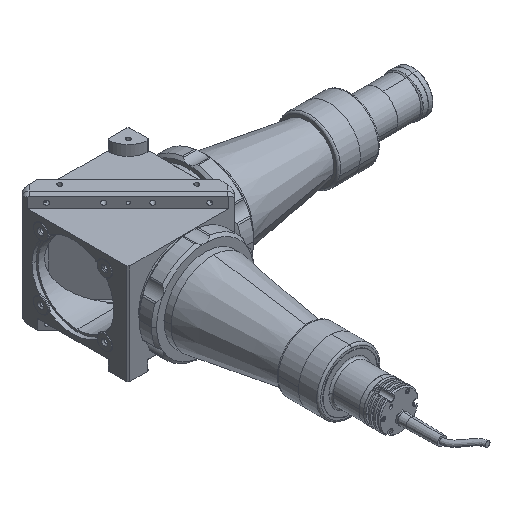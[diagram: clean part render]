
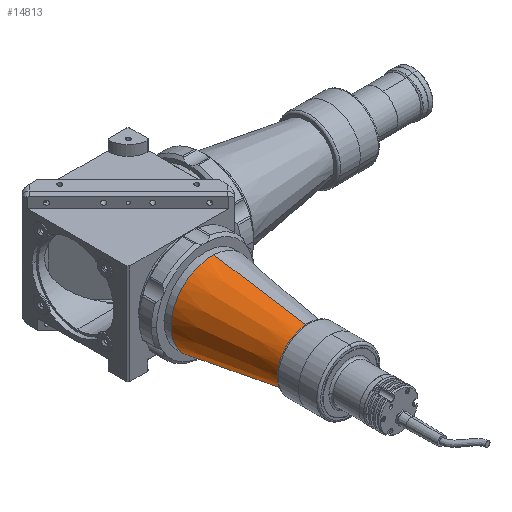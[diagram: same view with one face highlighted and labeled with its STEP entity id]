
A CAD part, isometric view. The second image highlights one B-rep face of the part: STEP entity #14813.
In plain terms, the highlighted conical face has half-angle 8.649 degrees and reference radius 40 mm.
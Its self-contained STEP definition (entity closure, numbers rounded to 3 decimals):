
#59 = DIRECTION ( 'NONE',  ( 0., -1., 0. ) ) ;
#720 = DIRECTION ( 'NONE',  ( -0.047, 0., -0.999 ) ) ;
#1721 = VERTEX_POINT ( 'NONE', #29180 ) ;
#2319 = CARTESIAN_POINT ( 'NONE',  ( -25.958, -173.9, 1.223 ) ) ;
#2833 = VERTEX_POINT ( 'NONE', #9209 ) ;
#3522 = DIRECTION ( 'NONE',  ( -0.007, 0.989, -0.15 ) ) ;
#3712 = VECTOR ( 'NONE', #3522, 1000. ) ;
#3972 = ORIENTED_EDGE ( 'NONE', *, *, #15573, .T. ) ;
#4305 = CONICAL_SURFACE ( 'NONE', #13321, 40., 0.151 ) ;
#4729 = EDGE_CURVE ( 'NONE', #1721, #22030, #6491, .T. ) ;
#5006 = CIRCLE ( 'NONE', #16319, 25.986 ) ;
#6134 = AXIS2_PLACEMENT_3D ( 'NONE', #22101, #8641, #24366 ) ;
#6347 = DIRECTION ( 'NONE',  ( 0., 1., 0. ) ) ;
#6484 = ORIENTED_EDGE ( 'NONE', *, *, #9578, .T. ) ;
#6491 = CIRCLE ( 'NONE', #9504, 40. ) ;
#7018 = DIRECTION ( 'NONE',  ( 0.007, 0.989, 0.15 ) ) ;
#7683 = DIRECTION ( 'NONE',  ( 0., 1., 0. ) ) ;
#8641 = DIRECTION ( 'NONE',  ( 0., -1., 0. ) ) ;
#9002 = CARTESIAN_POINT ( 'NONE',  ( 1.882, -81.77, 39.956 ) ) ;
#9209 = CARTESIAN_POINT ( 'NONE',  ( 1.223, -173.9, 25.958 ) ) ;
#9504 = AXIS2_PLACEMENT_3D ( 'NONE', #13518, #59, #15795 ) ;
#9578 = EDGE_CURVE ( 'NONE', #28133, #1721, #9695, .T. ) ;
#9695 = CIRCLE ( 'NONE', #6134, 40. ) ;
#11004 = EDGE_CURVE ( 'NONE', #25893, #22030, #21636, .T. ) ;
#11825 = CARTESIAN_POINT ( 'NONE',  ( 0., -81.77, 0. ) ) ;
#12521 = EDGE_LOOP ( 'NONE', ( #3972, #19203, #28747, #6484, #15050, #27115 ) ) ;
#12950 = CARTESIAN_POINT ( 'NONE',  ( 1.882, -81.77, 39.956 ) ) ;
#13321 = AXIS2_PLACEMENT_3D ( 'NONE', #11825, #20849, #720 ) ;
#13340 = EDGE_CURVE ( 'NONE', #2833, #28133, #25601, .T. ) ;
#13518 = CARTESIAN_POINT ( 'NONE',  ( 0., -81.77, 0. ) ) ;
#14813 = ADVANCED_FACE ( 'NONE', ( #25055 ), #4305, .T. ) ;
#14835 = CARTESIAN_POINT ( 'NONE',  ( -1.882, -81.77, -39.956 ) ) ;
#14893 = EDGE_CURVE ( 'NONE', #22687, #2833, #5006, .T. ) ;
#15050 = ORIENTED_EDGE ( 'NONE', *, *, #4729, .T. ) ;
#15573 = EDGE_CURVE ( 'NONE', #25893, #22687, #16197, .T. ) ;
#15795 = DIRECTION ( 'NONE',  ( -0.999, 0., 0.047 ) ) ;
#16197 = CIRCLE ( 'NONE', #20666, 25.986 ) ;
#16319 = AXIS2_PLACEMENT_3D ( 'NONE', #21137, #7683, #23409 ) ;
#17082 = CARTESIAN_POINT ( 'NONE',  ( -1.882, -81.77, -39.956 ) ) ;
#19203 = ORIENTED_EDGE ( 'NONE', *, *, #14893, .T. ) ;
#19606 = VECTOR ( 'NONE', #7018, 1000. ) ;
#19802 = CARTESIAN_POINT ( 'NONE',  ( 0., -173.9, 0. ) ) ;
#20666 = AXIS2_PLACEMENT_3D ( 'NONE', #19802, #6347, #22078 ) ;
#20849 = DIRECTION ( 'NONE',  ( 0., 1., 0. ) ) ;
#21137 = CARTESIAN_POINT ( 'NONE',  ( 0., -173.9, 0. ) ) ;
#21636 = LINE ( 'NONE', #14835, #3712 ) ;
#22030 = VERTEX_POINT ( 'NONE', #17082 ) ;
#22078 = DIRECTION ( 'NONE',  ( -0.999, 0., 0.047 ) ) ;
#22101 = CARTESIAN_POINT ( 'NONE',  ( 0., -81.77, 0. ) ) ;
#22687 = VERTEX_POINT ( 'NONE', #2319 ) ;
#23409 = DIRECTION ( 'NONE',  ( -0.999, 0., 0.047 ) ) ;
#24181 = CARTESIAN_POINT ( 'NONE',  ( -1.223, -173.9, -25.958 ) ) ;
#24366 = DIRECTION ( 'NONE',  ( -0.999, 0., 0.047 ) ) ;
#25055 = FACE_OUTER_BOUND ( 'NONE', #12521, .T. ) ;
#25601 = LINE ( 'NONE', #12950, #19606 ) ;
#25893 = VERTEX_POINT ( 'NONE', #24181 ) ;
#27115 = ORIENTED_EDGE ( 'NONE', *, *, #11004, .F. ) ;
#28133 = VERTEX_POINT ( 'NONE', #9002 ) ;
#28747 = ORIENTED_EDGE ( 'NONE', *, *, #13340, .T. ) ;
#29180 = CARTESIAN_POINT ( 'NONE',  ( -39.956, -81.77, 1.882 ) ) ;
